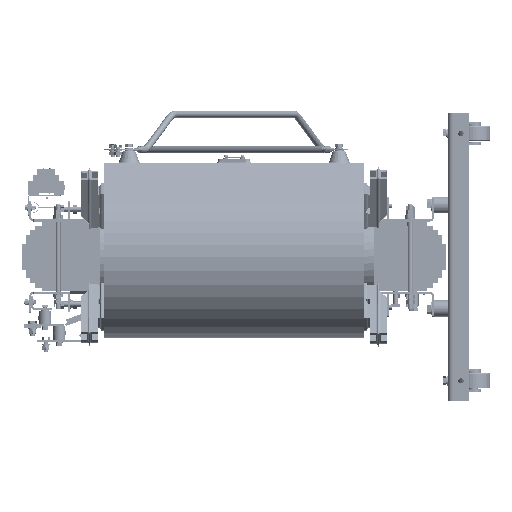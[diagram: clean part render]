
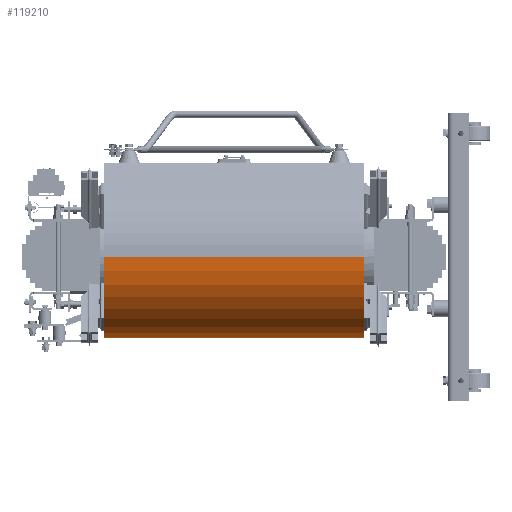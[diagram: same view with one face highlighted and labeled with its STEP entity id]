
A CAD part, left-side view. The second image highlights one B-rep face of the part: STEP entity #119210.
In plain terms, the highlighted cylindrical face has radius 197.5 mm (diameter 395 mm), a partial arc.
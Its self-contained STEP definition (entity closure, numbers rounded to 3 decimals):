
#63997 = EDGE_LOOP ( 'NONE', ( #412538, #412434, #412516, #412477 ) ) ;
#87056 = FACE_OUTER_BOUND ( 'NONE', #63997, .T. ) ;
#87124 = CYLINDRICAL_SURFACE ( 'NONE', #365796, 197.5 ) ;
#119210 = ADVANCED_FACE ( 'NONE', ( #87056 ), #87124, .T. ) ;
#127803 = DIRECTION ( 'NONE',  ( 1., 0., 0. ) ) ;
#127880 = CARTESIAN_POINT ( 'NONE',  ( -420., 315., 0. ) ) ;
#127883 = DIRECTION ( 'NONE',  ( 0., -1., 0. ) ) ;
#169421 = DIRECTION ( 'NONE',  ( 0., -1., 0. ) ) ;
#169429 = CARTESIAN_POINT ( 'NONE',  ( -617.5, 315., 0. ) ) ;
#169445 = DIRECTION ( 'NONE',  ( 0., -1., 0. ) ) ;
#169452 = CARTESIAN_POINT ( 'NONE',  ( -222.5, 315., 0. ) ) ;
#169656 = CARTESIAN_POINT ( 'NONE',  ( -420., -315., 0. ) ) ;
#169704 = DIRECTION ( 'NONE',  ( -1., 0., 0. ) ) ;
#169739 = DIRECTION ( 'NONE',  ( 0., 1., 0. ) ) ;
#172084 = VECTOR ( 'NONE', #169421, 1000. ) ;
#172144 = LINE ( 'NONE', #169452, #172486 ) ;
#172160 = LINE ( 'NONE', #169429, #172084 ) ;
#172327 = CIRCLE ( 'NONE', #176955, 197.5 ) ;
#172486 = VECTOR ( 'NONE', #169445, 1000. ) ;
#172768 = CIRCLE ( 'NONE', #177292, 197.5 ) ;
#176955 = AXIS2_PLACEMENT_3D ( 'NONE', #169656, #169739, #169704 ) ;
#177292 = AXIS2_PLACEMENT_3D ( 'NONE', #189196, #189237, #189284 ) ;
#189196 = CARTESIAN_POINT ( 'NONE',  ( -420., 315., 0. ) ) ;
#189237 = DIRECTION ( 'NONE',  ( 0., 1., 0. ) ) ;
#189284 = DIRECTION ( 'NONE',  ( -1., 0., 0. ) ) ;
#263289 = VERTEX_POINT ( 'NONE', #289805 ) ;
#263330 = VERTEX_POINT ( 'NONE', #289914 ) ;
#263363 = VERTEX_POINT ( 'NONE', #289779 ) ;
#263425 = VERTEX_POINT ( 'NONE', #289998 ) ;
#289779 = CARTESIAN_POINT ( 'NONE',  ( -222.5, 315., 0. ) ) ;
#289805 = CARTESIAN_POINT ( 'NONE',  ( -222.5, -315., 0. ) ) ;
#289914 = CARTESIAN_POINT ( 'NONE',  ( -617.5, 315., 0. ) ) ;
#289998 = CARTESIAN_POINT ( 'NONE',  ( -617.5, -315., 0. ) ) ;
#365796 = AXIS2_PLACEMENT_3D ( 'NONE', #127880, #127883, #127803 ) ;
#412434 = ORIENTED_EDGE ( 'NONE', *, *, #441248, .F. ) ;
#412477 = ORIENTED_EDGE ( 'NONE', *, *, #440962, .T. ) ;
#412516 = ORIENTED_EDGE ( 'NONE', *, *, #440881, .T. ) ;
#412538 = ORIENTED_EDGE ( 'NONE', *, *, #440877, .F. ) ;
#440877 = EDGE_CURVE ( 'NONE', #263330, #263425, #172160, .T. ) ;
#440881 = EDGE_CURVE ( 'NONE', #263363, #263289, #172144, .T. ) ;
#440962 = EDGE_CURVE ( 'NONE', #263289, #263425, #172327, .T. ) ;
#441248 = EDGE_CURVE ( 'NONE', #263363, #263330, #172768, .T. ) ;
